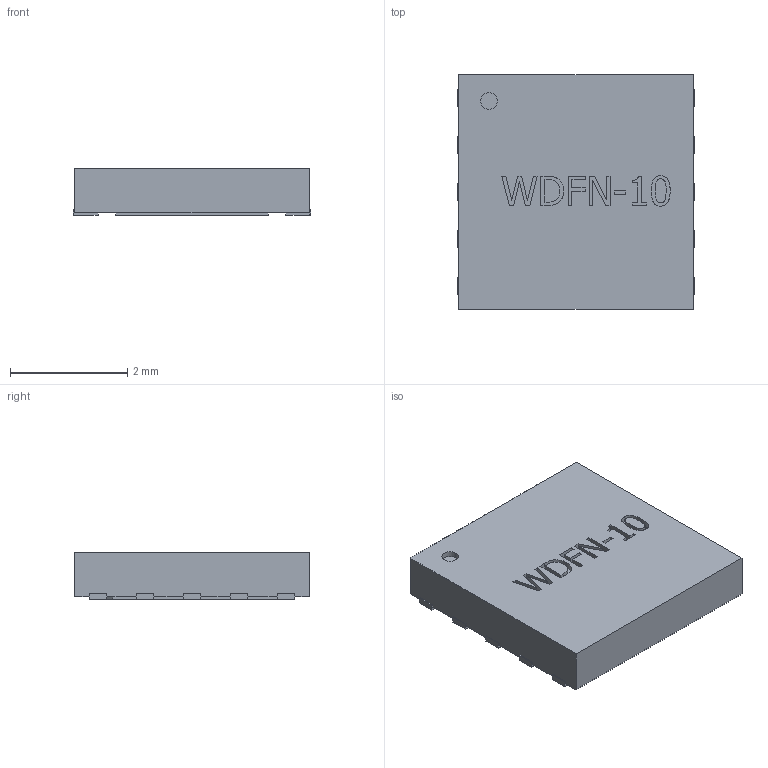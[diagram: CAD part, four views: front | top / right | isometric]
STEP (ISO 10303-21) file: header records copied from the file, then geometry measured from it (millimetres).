
FILE_DESCRIPTION (( 'STEP AP214' ), '1' );
FILE_NAME ('User Library-WDFN-10 4x4.STEP', '2019-12-18T04:15:13', ( '' ), ( '' ), 'SwSTEP 2.0', 'SolidWorks 2019', '' );
FILE_SCHEMA (( 'AUTOMOTIVE_DESIGN' ));
Length unit declared in the file: millimetre
Products named in the file (1): User Library-WDFN-10 4x4
Bounding box: 4.04 x 4 x 0.8 mm (x, y, z)
Volume: 12.4 mm3; surface area: 47.3 mm2
Topology: 1 solids, 1 shells, 183 faces, 485 edges, 320 vertices
Faces by surface type: plane 160, bspline 21, cylinder 2
Entity records: 7628 total; most frequent: CARTESIAN_POINT 1262, ORIENTED_EDGE 970, DIRECTION 773, EDGE_CURVE 485, VECTOR 439, LINE 439, VERTEX_POINT 320, EDGE_LOOP 199
